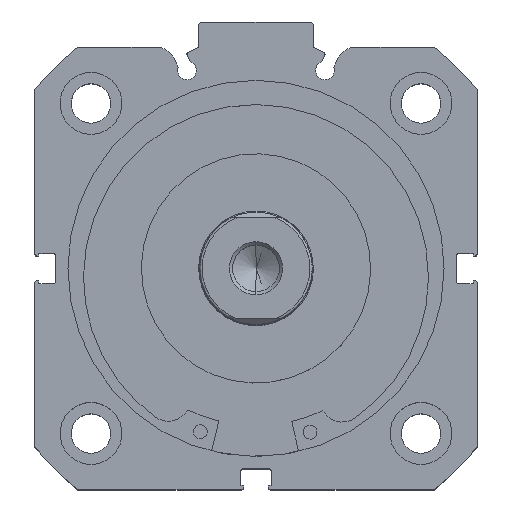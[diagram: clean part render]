
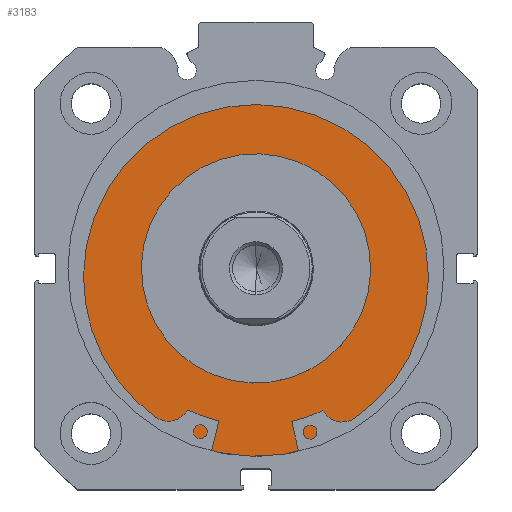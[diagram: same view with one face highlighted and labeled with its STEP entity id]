
A CAD part, top view. The second image highlights one B-rep face of the part: STEP entity #3183.
In plain terms, the highlighted face is planar.
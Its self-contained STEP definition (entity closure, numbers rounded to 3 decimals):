
#89 = CARTESIAN_POINT ( 'NONE',  ( 4., 0., 0. ) ) ;
#224 = DIRECTION ( 'NONE',  ( 0., 0., 1. ) ) ;
#229 = DIRECTION ( 'NONE',  ( -1., 0., 0. ) ) ;
#1609 = CARTESIAN_POINT ( 'NONE',  ( 4., 0., 0. ) ) ;
#1610 = DIRECTION ( 'NONE',  ( -1., 0., 0. ) ) ;
#1611 = DIRECTION ( 'NONE',  ( 0., 0., 1. ) ) ;
#2303 = EDGE_LOOP ( 'NONE', ( #2597, #2596 ) ) ;
#2304 = EDGE_LOOP ( 'NONE', ( #2589, #2611 ) ) ;
#2589 = ORIENTED_EDGE ( 'NONE', *, *, #6338, .F. ) ;
#2596 = ORIENTED_EDGE ( 'NONE', *, *, #5986, .T. ) ;
#2597 = ORIENTED_EDGE ( 'NONE', *, *, #6243, .T. ) ;
#2611 = ORIENTED_EDGE ( 'NONE', *, *, #6213, .F. ) ;
#2706 = FACE_BOUND ( 'NONE', #2304, .T. ) ;
#2712 = FACE_OUTER_BOUND ( 'NONE', #2303, .T. ) ;
#3183 = ADVANCED_FACE ( 'NONE', ( #2706, #2712 ), #4783, .F. ) ;
#3531 = CARTESIAN_POINT ( 'NONE',  ( 4., 0., 0. ) ) ;
#3537 = DIRECTION ( 'NONE',  ( -1., 0., 0. ) ) ;
#3538 = DIRECTION ( 'NONE',  ( 0., 0., 1. ) ) ;
#3595 = CARTESIAN_POINT ( 'NONE',  ( 4., 0., 0. ) ) ;
#3602 = DIRECTION ( 'NONE',  ( -1., 0., 0. ) ) ;
#3603 = DIRECTION ( 'NONE',  ( 0., 0., 1. ) ) ;
#3977 = AXIS2_PLACEMENT_3D ( 'NONE', #89, #229, #224 ) ;
#4079 = AXIS2_PLACEMENT_3D ( 'NONE', #1609, #1610, #1611 ) ;
#4117 = AXIS2_PLACEMENT_3D ( 'NONE', #3595, #3602, #3603 ) ;
#4185 = AXIS2_PLACEMENT_3D ( 'NONE', #3531, #3537, #3538 ) ;
#4730 = DIRECTION ( 'NONE',  ( 0., 0., -1. ) ) ;
#4754 = DIRECTION ( 'NONE',  ( 1., 0., 0. ) ) ;
#4783 = PLANE ( 'NONE',  #6396 ) ;
#4795 = CARTESIAN_POINT ( 'NONE',  ( 4., 41., 0. ) ) ;
#4802 = VERTEX_POINT ( 'NONE', #6950 ) ;
#4803 = VERTEX_POINT ( 'NONE', #6522 ) ;
#4810 = VERTEX_POINT ( 'NONE', #6617 ) ;
#4818 = VERTEX_POINT ( 'NONE', #6594 ) ;
#5090 = CIRCLE ( 'NONE', #3977, 41. ) ;
#5350 = CIRCLE ( 'NONE', #4185, 25. ) ;
#5395 = CIRCLE ( 'NONE', #4117, 41. ) ;
#5539 = CIRCLE ( 'NONE', #4079, 25. ) ;
#5986 = EDGE_CURVE ( 'NONE', #4802, #4810, #5090, .T. ) ;
#6213 = EDGE_CURVE ( 'NONE', #4818, #4803, #5350, .T. ) ;
#6243 = EDGE_CURVE ( 'NONE', #4810, #4802, #5395, .T. ) ;
#6338 = EDGE_CURVE ( 'NONE', #4803, #4818, #5539, .T. ) ;
#6396 = AXIS2_PLACEMENT_3D ( 'NONE', #4795, #4754, #4730 ) ;
#6522 = CARTESIAN_POINT ( 'NONE',  ( 4., 0., 25. ) ) ;
#6594 = CARTESIAN_POINT ( 'NONE',  ( 4., 0., -25. ) ) ;
#6617 = CARTESIAN_POINT ( 'NONE',  ( 4., 0., 41. ) ) ;
#6950 = CARTESIAN_POINT ( 'NONE',  ( 4., 0., -41. ) ) ;
